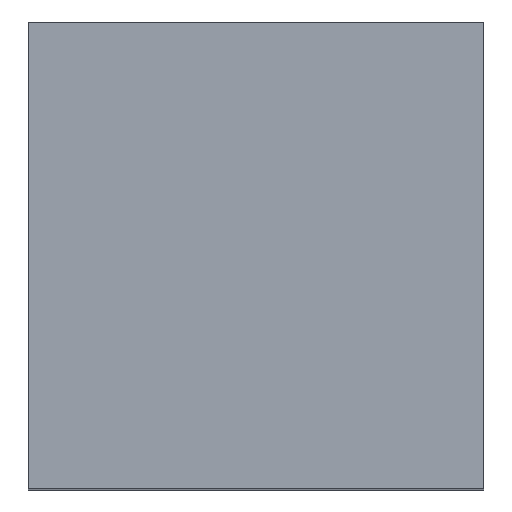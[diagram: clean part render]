
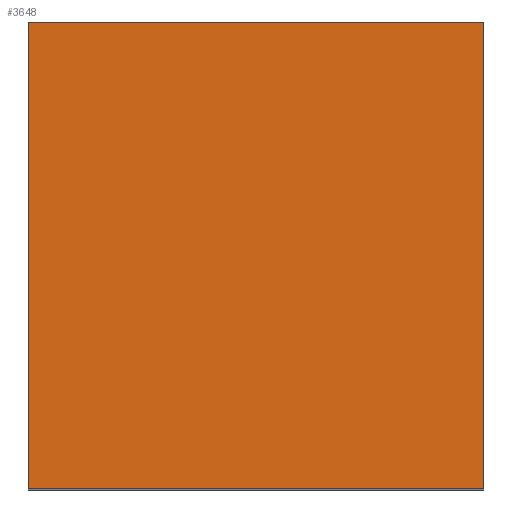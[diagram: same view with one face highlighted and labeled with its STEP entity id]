
A CAD part, top view. The second image highlights one B-rep face of the part: STEP entity #3648.
In plain terms, the highlighted planar face has unit normal (0, 0, 1).
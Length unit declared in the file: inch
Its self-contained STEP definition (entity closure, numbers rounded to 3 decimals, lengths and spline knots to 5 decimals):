
#1025=DIRECTION('',(0.,-1.,0.));
#1026=VECTOR('',#1025,2.5);
#1027=CARTESIAN_POINT('',(0.,0.,3.625));
#1028=LINE('',#1027,#1026);
#1029=DIRECTION('',(-1.,0.,0.));
#1030=VECTOR('',#1029,2.438);
#1031=CARTESIAN_POINT('',(2.438,0.,3.625));
#1032=LINE('',#1031,#1030);
#1033=DIRECTION('',(0.,1.,0.));
#1034=VECTOR('',#1033,2.5);
#1035=CARTESIAN_POINT('',(2.438,-2.5,3.625));
#1036=LINE('',#1035,#1034);
#1037=DIRECTION('',(1.,0.,0.));
#1038=VECTOR('',#1037,2.438);
#1039=CARTESIAN_POINT('',(0.,-2.5,3.625));
#1040=LINE('',#1039,#1038);
#3126=CARTESIAN_POINT('',(0.,0.,3.625));
#3127=CARTESIAN_POINT('',(0.,-2.5,3.625));
#3128=VERTEX_POINT('',#3126);
#3129=VERTEX_POINT('',#3127);
#3130=CARTESIAN_POINT('',(2.438,-2.5,3.625));
#3131=VERTEX_POINT('',#3130);
#3132=CARTESIAN_POINT('',(2.438,0.,3.625));
#3133=VERTEX_POINT('',#3132);
#3637=CARTESIAN_POINT('',(0.,0.,3.625));
#3638=DIRECTION('',(0.,0.,1.));
#3639=DIRECTION('',(1.,0.,0.));
#3640=AXIS2_PLACEMENT_3D('',#3637,#3638,#3639);
#3641=PLANE('',#3640);
#3642=ORIENTED_EDGE('',*,*,#3433,.F.);
#3643=ORIENTED_EDGE('',*,*,#3526,.F.);
#3644=ORIENTED_EDGE('',*,*,#3540,.F.);
#3645=ORIENTED_EDGE('',*,*,#3631,.F.);
#3646=EDGE_LOOP('',(#3642,#3643,#3644,#3645));
#3647=FACE_OUTER_BOUND('',#3646,.F.);
#3648=ADVANCED_FACE('',(#3647),#3641,.T.);
#3433=EDGE_CURVE('',#3128,#3129,#1028,.T.);
#3526=EDGE_CURVE('',#3133,#3128,#1032,.T.);
#3540=EDGE_CURVE('',#3131,#3133,#1036,.T.);
#3631=EDGE_CURVE('',#3129,#3131,#1040,.T.);
